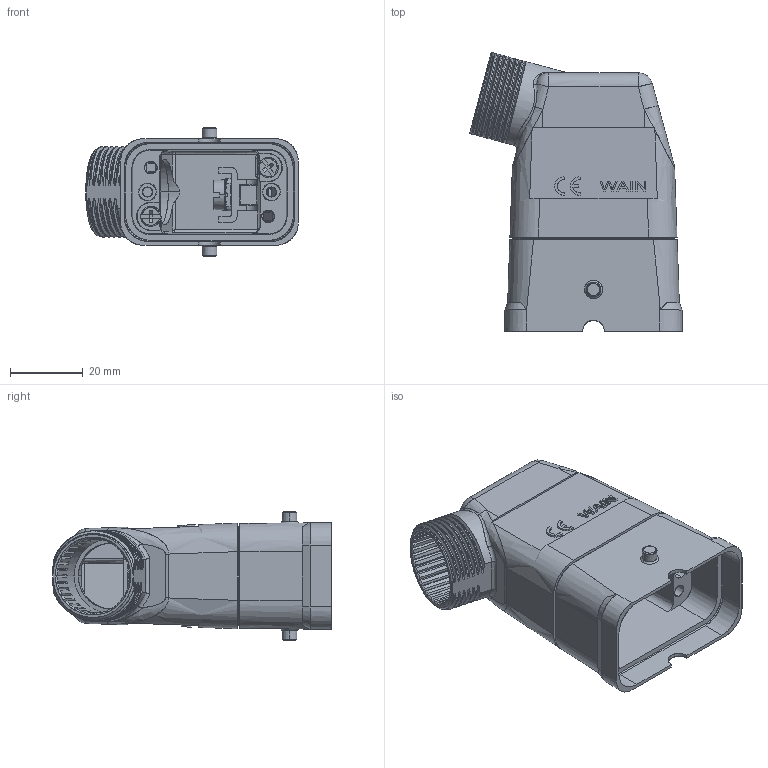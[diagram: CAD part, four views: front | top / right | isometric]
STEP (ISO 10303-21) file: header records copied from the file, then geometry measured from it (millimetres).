
FILE_DESCRIPTION(/* description */ (''),/* implementation_level */ '2;1');
FILE_NAME(/* name */ '3D_1300085105003_HC-SEH-2B-M25_V1.0_stp.stp',/* time_stamp */ '2023-12-07T15:28:49+08:00',/* author */ (''),/* organization */ (''),/* preprocessor_version */ 'ST-DEVELOPER v18.1',/* originating_system */ 'SIEMENS PLM Software NX 1980',/* authorisation */ '');
FILE_SCHEMA (('AUTOMOTIVE_DESIGN { 1 0 10303 214 3 1 1 1 }'));
Products named in the file (1): 13912D58BF1Ba1s5
Bounding box: 58.31 x 76.48 x 35.4 mm (x, y, z)
Volume: 6 mm3; surface area: 27186.5 mm2
Topology: 2 solids, 1165 shells, 1193 faces, 6603 edges, 6576 vertices
Faces by surface type: bspline 631, plane 507, cylinder 26, sphere 15, torus 14
Entity records: 137908 total; most frequent: CARTESIAN_POINT 91523, ORIENTED_EDGE 6644, EDGE_CURVE 6572, VERTEX_POINT 6548, B_SPLINE_CURVE_WITH_KNOTS 5137, DIRECTION 2566, LINE 1368, VECTOR 1368
